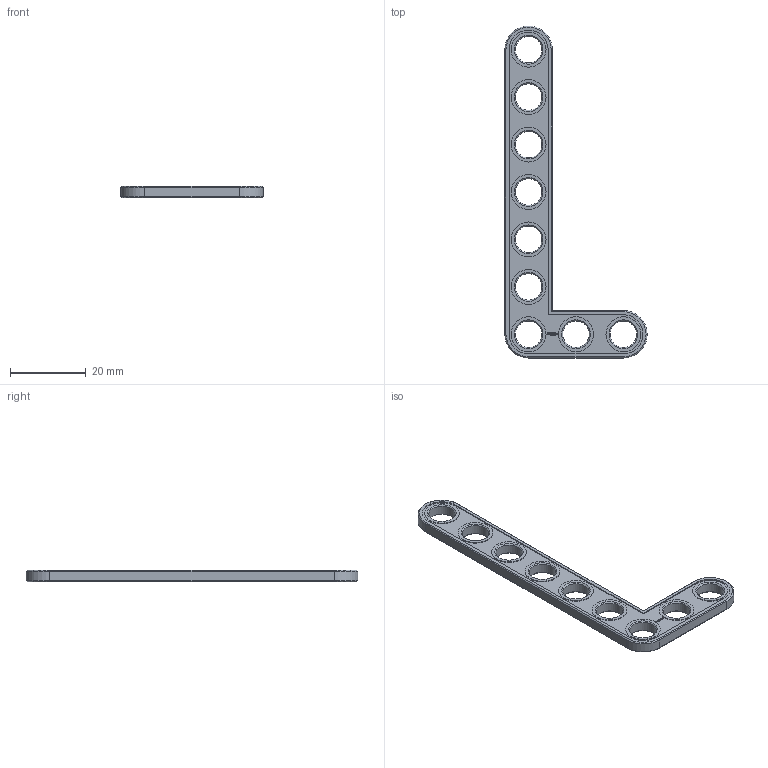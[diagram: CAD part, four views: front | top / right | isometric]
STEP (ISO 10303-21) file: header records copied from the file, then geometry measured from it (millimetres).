
FILE_DESCRIPTION(('FreeCAD Model'),'2;1');
FILE_NAME('Open CASCADE Shape Model','2022-02-08T21:12:52',( 'Paulo Kiefe'),('STEMFIE.org'),'Open CASCADE STEP processor 7.4', 'FreeCAD','Unknown');
FILE_SCHEMA(('AUTOMOTIVE_DESIGN { 1 0 10303 214 1 1 1 1 }'));
Length unit declared in the file: millimetre
Products named in the file (1): Brace_AGD_90_ASYM_ERR_BU03x07x01x00.25_-_SPN-BRC-1021_(stemfie.org)
Bounding box: 37.5 x 87.5 x 3.12 mm (x, y, z)
Volume: 3039.7 mm3; surface area: 3342 mm2
Topology: 1 solids, 1 shells, 559 faces, 1513 edges, 998 vertices
Faces by surface type: plane 347, extrusion 164, cone 24, cylinder 24
Full cylindrical faces by diameter (mm): 7 x9, 9.2 x9
Entity records: 38334 total; most frequent: CARTESIAN_POINT 9166, DIRECTION 4729, VECTOR 3754, LINE 3590, ORIENTED_EDGE 3026, PCURVE 3026, DEFINITIONAL_REPRESENTATION 3026, EDGE_CURVE 1513
